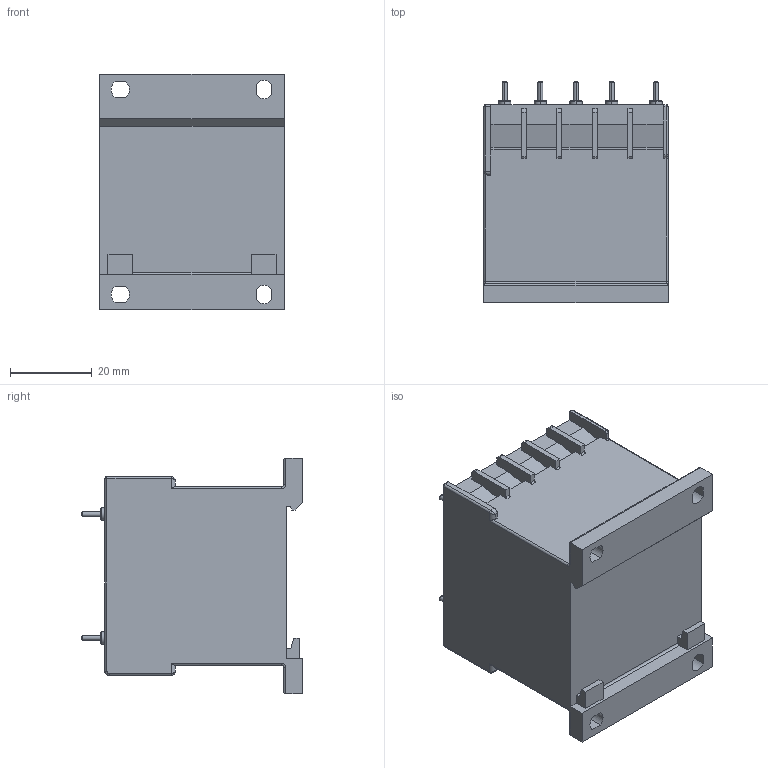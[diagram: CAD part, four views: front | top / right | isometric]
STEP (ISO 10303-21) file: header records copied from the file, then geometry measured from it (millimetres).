
FILE_DESCRIPTION (( 'STEP AP203' ), '1' );
FILE_NAME ('K1-07_09L.STEP', '2018-11-27T06:22:22', ( '' ), ( '' ), 'SwSTEP 2.0', 'SolidWorks 2017', '' );
FILE_SCHEMA (( 'CONFIG_CONTROL_DESIGN' ));
Length unit declared in the file: millimetre
Products named in the file (1): K1-07_09L
Bounding box: 45 x 53.9 x 57.5 mm (x, y, z)
Volume: 90900 mm3; surface area: 15334.6 mm2
Topology: 1 solids, 1 shells, 294 faces, 745 edges, 468 vertices
Faces by surface type: plane 141, cylinder 99, torus 28, cone 20, bspline 3, sphere 3
Entity records: 8928 total; most frequent: CARTESIAN_POINT 1624, DIRECTION 1564, ORIENTED_EDGE 1476, EDGE_CURVE 738, AXIS2_PLACEMENT_3D 544, LINE 476, VECTOR 476, VERTEX_POINT 466
